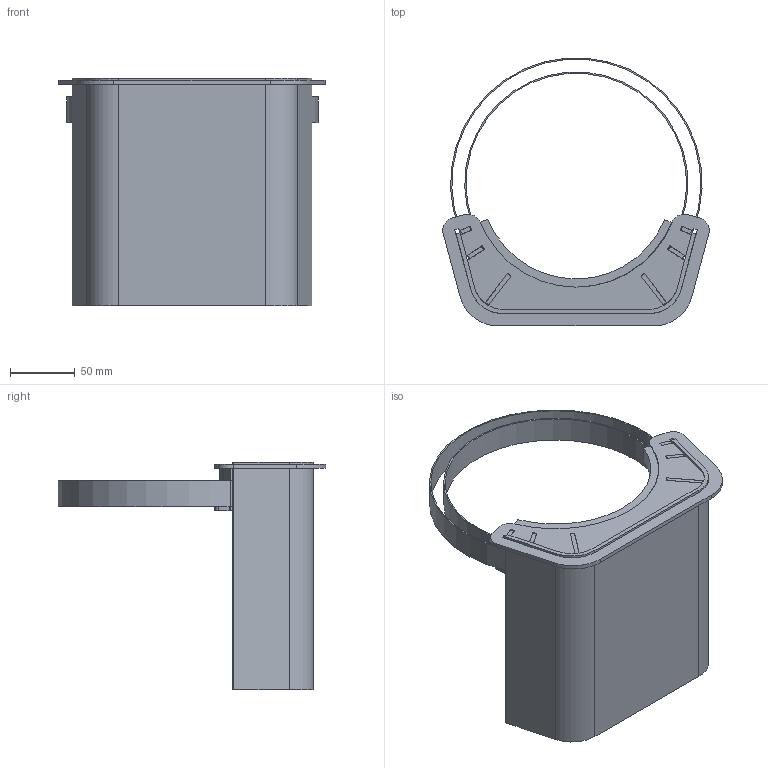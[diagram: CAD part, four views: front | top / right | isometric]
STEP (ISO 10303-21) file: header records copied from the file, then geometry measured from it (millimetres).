
FILE_DESCRIPTION(/* description */ (''),/* implementation_level */ '2;1');
FILE_NAME(/* name */ 'EmergencyFaceShield_ASM_REV0.stp',/* time_stamp */ '2020-03-21T05:56:11-07:00',/* author */ (''),/* organization */ (''),/* preprocessor_version */ 'ST-DEVELOPER v16.7',/* originating_system */ 'SIEMENS PLM Software NX 12.0',/* authorisation */ '');
FILE_SCHEMA (('AUTOMOTIVE_DESIGN { 1 0 10303 214 3 1 1 1 }'));
Length unit declared in the file: millimetre
Products named in the file (1): alev45F0A5A4jgvv
Bounding box: 206.52 x 207.5 x 176.59 mm (x, y, z)
Volume: 237562.3 mm3; surface area: 180959.5 mm2
Topology: 11 solids, 11 shells, 282 faces, 780 edges, 520 vertices
Faces by surface type: plane 148, cylinder 134
Entity records: 9164 total; most frequent: DIRECTION 1614, CARTESIAN_POINT 1583, ORIENTED_EDGE 1560, EDGE_CURVE 780, AXIS2_PLACEMENT_3D 551, VERTEX_POINT 520, LINE 512, VECTOR 512
